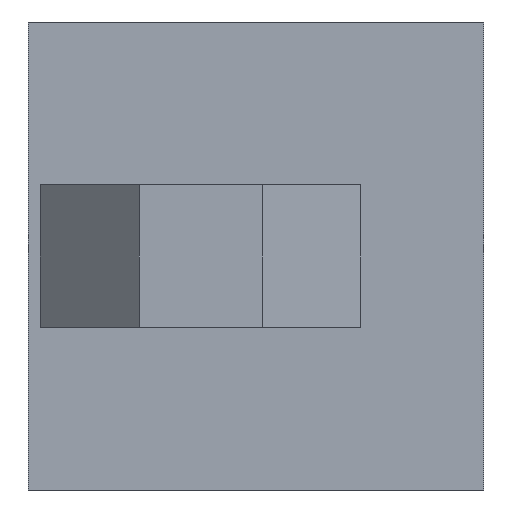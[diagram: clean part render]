
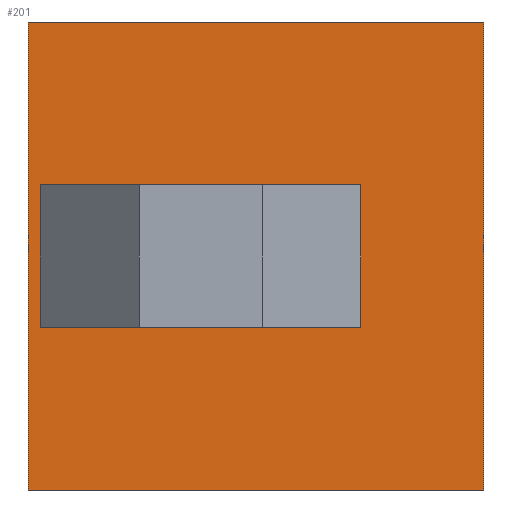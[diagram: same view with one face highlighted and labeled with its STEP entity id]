
A CAD part, left-side view. The second image highlights one B-rep face of the part: STEP entity #201.
In plain terms, the highlighted planar face has unit normal (-1, 0, 0).
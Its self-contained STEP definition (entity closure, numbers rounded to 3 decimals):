
#16 = CARTESIAN_POINT ( 'NONE',  ( 0., -14., 19. ) ) ;
#18 = EDGE_CURVE ( 'NONE', #766, #254, #246, .T. ) ;
#26 = VERTEX_POINT ( 'NONE', #671 ) ;
#30 = CARTESIAN_POINT ( 'NONE',  ( 0., 0., 12. ) ) ;
#45 = VERTEX_POINT ( 'NONE', #344 ) ;
#68 = EDGE_LOOP ( 'NONE', ( #665, #166, #480, #358 ) ) ;
#72 = VECTOR ( 'NONE', #151, 1000. ) ;
#74 = CARTESIAN_POINT ( 'NONE',  ( 0., 0., 0. ) ) ;
#80 = VECTOR ( 'NONE', #207, 1000. ) ;
#96 = DIRECTION ( 'NONE',  ( 0., 1., 0. ) ) ;
#100 = EDGE_CURVE ( 'NONE', #190, #536, #793, .T. ) ;
#110 = CARTESIAN_POINT ( 'NONE',  ( 0., -18.5, 0. ) ) ;
#112 = DIRECTION ( 'NONE',  ( 0., 0., 1. ) ) ;
#115 = CARTESIAN_POINT ( 'NONE',  ( 0., -10., 19. ) ) ;
#136 = AXIS2_PLACEMENT_3D ( 'NONE', #479, #408, #96 ) ;
#151 = DIRECTION ( 'NONE',  ( 0., 0., -1. ) ) ;
#166 = ORIENTED_EDGE ( 'NONE', *, *, #628, .F. ) ;
#167 = CARTESIAN_POINT ( 'NONE',  ( 0., 0., 19. ) ) ;
#181 = DIRECTION ( 'NONE',  ( 0., 0., 1. ) ) ;
#190 = VERTEX_POINT ( 'NONE', #676 ) ;
#194 = CARTESIAN_POINT ( 'NONE',  ( 0., 0., 19. ) ) ;
#196 = VECTOR ( 'NONE', #499, 1000. ) ;
#201 = ADVANCED_FACE ( 'NONE', ( #719, #209 ), #604, .F. ) ;
#205 = VERTEX_POINT ( 'NONE', #533 ) ;
#207 = DIRECTION ( 'NONE',  ( 0., -1., 0. ) ) ;
#209 = FACE_BOUND ( 'NONE', #318, .T. ) ;
#215 = LINE ( 'NONE', #115, #558 ) ;
#216 = VECTOR ( 'NONE', #264, 1000. ) ;
#225 = EDGE_CURVE ( 'NONE', #379, #205, #681, .T. ) ;
#233 = LINE ( 'NONE', #194, #216 ) ;
#245 = CARTESIAN_POINT ( 'NONE',  ( 0., -6.5, 9.5 ) ) ;
#246 = LINE ( 'NONE', #74, #296 ) ;
#254 = VERTEX_POINT ( 'NONE', #293 ) ;
#264 = DIRECTION ( 'NONE',  ( 0., 0., 1. ) ) ;
#275 = CARTESIAN_POINT ( 'NONE',  ( 0., -4., 9.5 ) ) ;
#288 = DIRECTION ( 'NONE',  ( 0., 1., 0. ) ) ;
#293 = CARTESIAN_POINT ( 'NONE',  ( 0., 0., 0. ) ) ;
#295 = EDGE_CURVE ( 'NONE', #205, #190, #602, .T. ) ;
#296 = VECTOR ( 'NONE', #659, 1000. ) ;
#318 = EDGE_LOOP ( 'NONE', ( #726, #391, #518, #713, #444, #503 ) ) ;
#340 = VERTEX_POINT ( 'NONE', #167 ) ;
#344 = CARTESIAN_POINT ( 'NONE',  ( 0., -18.5, 19. ) ) ;
#345 = EDGE_CURVE ( 'NONE', #687, #379, #215, .T. ) ;
#358 = ORIENTED_EDGE ( 'NONE', *, *, #796, .T. ) ;
#369 = AXIS2_PLACEMENT_3D ( 'NONE', #661, #468, #288 ) ;
#376 = DIRECTION ( 'NONE',  ( -1., 0., 0. ) ) ;
#379 = VERTEX_POINT ( 'NONE', #684 ) ;
#382 = EDGE_CURVE ( 'NONE', #340, #45, #829, .T. ) ;
#391 = ORIENTED_EDGE ( 'NONE', *, *, #586, .F. ) ;
#408 = DIRECTION ( 'NONE',  ( -1., 0., 0. ) ) ;
#416 = DIRECTION ( 'NONE',  ( 0., 1., 0. ) ) ;
#418 = LINE ( 'NONE', #560, #521 ) ;
#444 = ORIENTED_EDGE ( 'NONE', *, *, #295, .F. ) ;
#451 = CARTESIAN_POINT ( 'NONE',  ( 0., 0., 7. ) ) ;
#468 = DIRECTION ( 'NONE',  ( 1., 0., 0. ) ) ;
#479 = CARTESIAN_POINT ( 'NONE',  ( 0., -7.5, 9.5 ) ) ;
#480 = ORIENTED_EDGE ( 'NONE', *, *, #18, .F. ) ;
#499 = DIRECTION ( 'NONE',  ( 0., -1., 0. ) ) ;
#503 = ORIENTED_EDGE ( 'NONE', *, *, #225, .F. ) ;
#518 = ORIENTED_EDGE ( 'NONE', *, *, #721, .F. ) ;
#521 = VECTOR ( 'NONE', #112, 1000. ) ;
#528 = CARTESIAN_POINT ( 'NONE',  ( 0., -4., 19. ) ) ;
#533 = CARTESIAN_POINT ( 'NONE',  ( 0., -7.5, 12. ) ) ;
#536 = VERTEX_POINT ( 'NONE', #275 ) ;
#558 = VECTOR ( 'NONE', #181, 1000. ) ;
#560 = CARTESIAN_POINT ( 'NONE',  ( 0., -18.5, 19. ) ) ;
#563 = CIRCLE ( 'NONE', #764, 2.5 ) ;
#586 = EDGE_CURVE ( 'NONE', #26, #687, #706, .T. ) ;
#595 = CARTESIAN_POINT ( 'NONE',  ( 0., -10., 7. ) ) ;
#602 = LINE ( 'NONE', #30, #648 ) ;
#604 = PLANE ( 'NONE',  #369 ) ;
#628 = EDGE_CURVE ( 'NONE', #254, #340, #233, .T. ) ;
#648 = VECTOR ( 'NONE', #416, 1000. ) ;
#659 = DIRECTION ( 'NONE',  ( 0., 1., 0. ) ) ;
#661 = CARTESIAN_POINT ( 'NONE',  ( 0., 0., 19. ) ) ;
#665 = ORIENTED_EDGE ( 'NONE', *, *, #382, .F. ) ;
#671 = CARTESIAN_POINT ( 'NONE',  ( 0., -6.5, 7. ) ) ;
#676 = CARTESIAN_POINT ( 'NONE',  ( 0., -4., 12. ) ) ;
#681 = CIRCLE ( 'NONE', #136, 2.5 ) ;
#684 = CARTESIAN_POINT ( 'NONE',  ( 0., -10., 9.5 ) ) ;
#687 = VERTEX_POINT ( 'NONE', #595 ) ;
#690 = DIRECTION ( 'NONE',  ( 0., 1., 0. ) ) ;
#706 = LINE ( 'NONE', #451, #196 ) ;
#713 = ORIENTED_EDGE ( 'NONE', *, *, #100, .F. ) ;
#719 = FACE_OUTER_BOUND ( 'NONE', #68, .T. ) ;
#721 = EDGE_CURVE ( 'NONE', #536, #26, #563, .T. ) ;
#726 = ORIENTED_EDGE ( 'NONE', *, *, #345, .F. ) ;
#764 = AXIS2_PLACEMENT_3D ( 'NONE', #245, #376, #690 ) ;
#766 = VERTEX_POINT ( 'NONE', #110 ) ;
#793 = LINE ( 'NONE', #528, #72 ) ;
#796 = EDGE_CURVE ( 'NONE', #766, #45, #418, .T. ) ;
#829 = LINE ( 'NONE', #16, #80 ) ;
